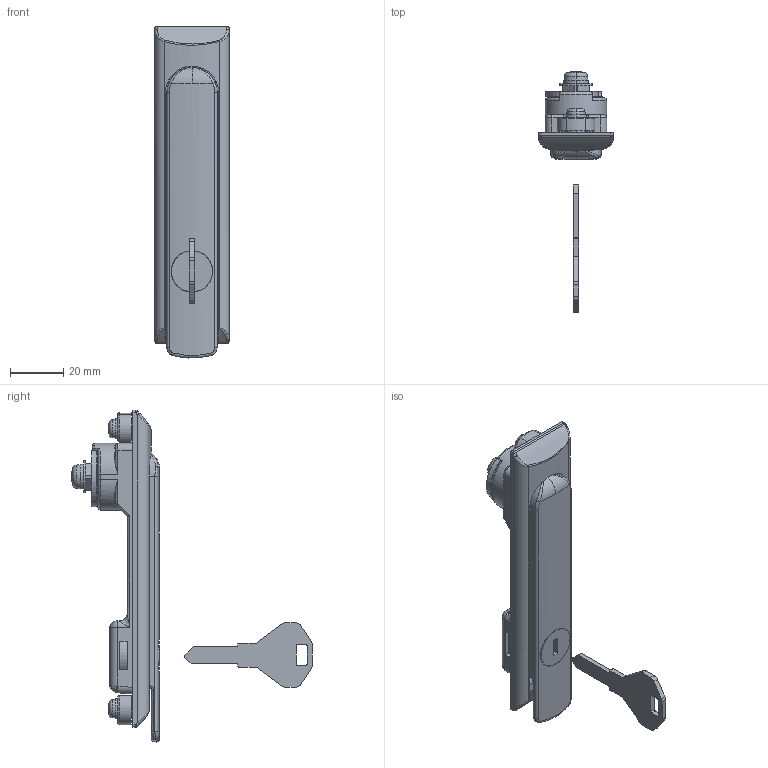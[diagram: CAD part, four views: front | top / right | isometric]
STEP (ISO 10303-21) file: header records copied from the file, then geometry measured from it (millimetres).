
FILE_DESCRIPTION (( 'STEP AP214' ), '1' );
FILE_NAME ('THA_506_2K.STEP', '2007-04-23T00:51:33', ( 'nunozumihideaki' ), ( '' ), 'SwSTEP 2.0', 'SolidWorks 2003240', '' );
FILE_SCHEMA (( 'AUTOMOTIVE_DESIGN' ));
Length unit declared in the file: millimetre
Products named in the file (11): screw_B-1_蹬怮椔; screw_A-1_蹬怮椔; shaft_B-1_蹬怮椔; shaft_A-1_蹬怮椔; base-1_蹬怮椔; THA_506_2K; key_蹬怮椔; handle-1_蹬怮椔; control_cam-1_蹬怮椔; bracket-1_蹬怮椔; lock_蹬怮椔
Assembly tree (12 placements, depth 2):
  THA_506_2K
    handle-1_蹬怮椔
    shaft_A-1_蹬怮椔
    screw_A-1_蹬怮椔  x2
    bracket-1_蹬怮椔  x2
    screw_B-1_蹬怮椔
    shaft_B-1_蹬怮椔
    lock_蹬怮椔
    control_cam-1_蹬怮椔
    base-1_蹬怮椔
    key_蹬怮椔
Bounding box: 28 x 90.27 x 124.46 mm (x, y, z)
Volume: 34129.1 mm3; surface area: 27500.8 mm2
Topology: 12 solids, 12 shells, 460 faces, 1156 edges, 711 vertices
Faces by surface type: cylinder 182, plane 174, torus 42, bspline 38, sphere 12, cone 12
Entity records: 27390 total; most frequent: CARTESIAN_POINT 17298, DIRECTION 2062, ORIENTED_EDGE 2036, EDGE_CURVE 1018, AXIS2_PLACEMENT_3D 783, VERTEX_POINT 637, LINE 496, VECTOR 496
